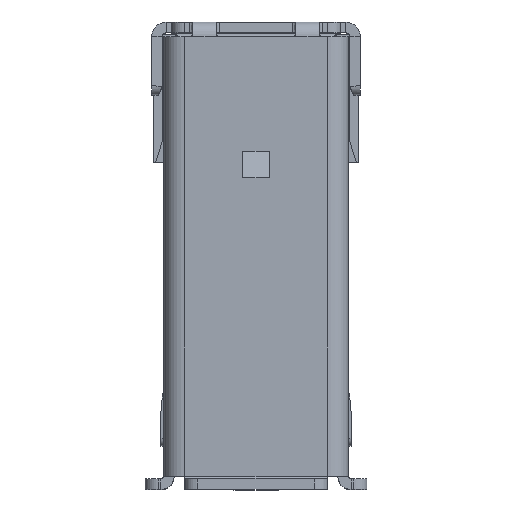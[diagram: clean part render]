
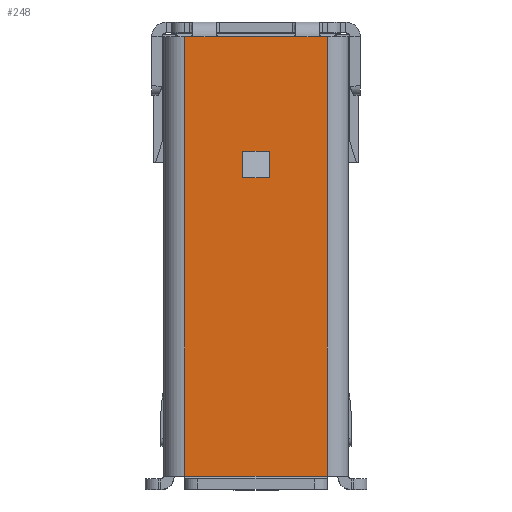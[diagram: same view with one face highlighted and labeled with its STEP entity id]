
A CAD part, top view. The second image highlights one B-rep face of the part: STEP entity #248.
In plain terms, the highlighted planar face has unit normal (0, 0, 1).
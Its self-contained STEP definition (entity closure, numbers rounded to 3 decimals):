
#35=CARTESIAN_POINT('',(-2.7,14.85,6.05));
#36=VERTEX_POINT('',#35);
#54=CARTESIAN_POINT('',(-2.7,-1.8,6.05));
#55=VERTEX_POINT('',#54);
#63=CARTESIAN_POINT('',(-2.7,-1.8,6.05));
#64=DIRECTION('',(0.,1.,0.));
#65=VECTOR('',#64,16.65);
#66=LINE('',#63,#65);
#67=EDGE_CURVE('',#55,#36,#66,.T.);
#72=CARTESIAN_POINT('',(0.,6.6,6.05));
#73=DIRECTION('',(-1.,0.,0.));
#74=DIRECTION('',(0.,0.,1.));
#75=AXIS2_PLACEMENT_3D('',#72,#74,#73);
#76=PLANE('',#75);
#77=ORIENTED_EDGE('',*,*,#67,.F.);
#78=CARTESIAN_POINT('',(2.7,-1.8,6.05));
#79=VERTEX_POINT('',#78);
#80=CARTESIAN_POINT('',(-2.7,-1.8,6.05));
#81=DIRECTION('',(1.,0.,0.));
#82=VECTOR('',#81,5.4);
#83=LINE('',#80,#82);
#84=EDGE_CURVE('',#55,#79,#83,.T.);
#85=ORIENTED_EDGE('',*,*,#84,.T.);
#86=CARTESIAN_POINT('',(2.7,14.85,6.05));
#87=VERTEX_POINT('',#86);
#88=CARTESIAN_POINT('',(2.7,-1.8,6.05));
#89=DIRECTION('',(0.,1.,0.));
#90=VECTOR('',#89,16.65);
#91=LINE('',#88,#90);
#92=EDGE_CURVE('',#79,#87,#91,.T.);
#93=ORIENTED_EDGE('',*,*,#92,.T.);
#94=CARTESIAN_POINT('',(2.5,14.85,6.05));
#95=VERTEX_POINT('',#94);
#96=CARTESIAN_POINT('',(2.7,14.85,6.05));
#97=DIRECTION('',(-1.,0.,0.));
#98=VECTOR('',#97,0.2);
#99=LINE('',#96,#98);
#100=EDGE_CURVE('',#87,#95,#99,.T.);
#101=ORIENTED_EDGE('',*,*,#100,.T.);
#102=CARTESIAN_POINT('',(2.429,14.879,6.049));
#103=VERTEX_POINT('',#102);
#104=CARTESIAN_POINT('',(2.5,14.85,6.05));
#105=CARTESIAN_POINT('',(2.49,14.85,6.05));
#106=CARTESIAN_POINT('',(2.461,14.856,6.05));
#107=CARTESIAN_POINT('',(2.437,14.872,6.05));
#108=CARTESIAN_POINT('',(2.429,14.879,6.05));
#109=B_SPLINE_CURVE_WITH_KNOTS('',2,(#104,#105,#106,#107,#108),.UNSPECIFIED.,.F.,.U.,(3,1,1,3),(0.,0.25,0.75,1.),.UNSPECIFIED.);
#110=EDGE_CURVE('',#95,#103,#109,.T.);
#111=ORIENTED_EDGE('',*,*,#110,.T.);
#112=CARTESIAN_POINT('',(2.4,14.85,6.05));
#113=VERTEX_POINT('',#112);
#114=CARTESIAN_POINT('',(2.429,14.879,6.049));
#115=CARTESIAN_POINT('',(2.429,14.876,6.049));
#116=CARTESIAN_POINT('',(2.426,14.865,6.05));
#117=CARTESIAN_POINT('',(2.425,14.847,6.05));
#118=CARTESIAN_POINT('',(2.406,14.842,6.05));
#119=CARTESIAN_POINT('',(2.4,14.85,6.05));
#120=B_SPLINE_CURVE_WITH_KNOTS('',2,(#114,#115,#116,#117,#118,#119),.UNSPECIFIED.,.F.,.U.,(3,1,1,1,3),(0.,0.141,0.421,0.781,1.),.UNSPECIFIED.);
#121=EDGE_CURVE('',#103,#113,#120,.T.);
#122=ORIENTED_EDGE('',*,*,#121,.T.);
#123=CARTESIAN_POINT('',(1.5,14.85,6.05));
#124=VERTEX_POINT('',#123);
#125=CARTESIAN_POINT('',(2.4,14.85,6.05));
#126=DIRECTION('',(-1.,0.,0.));
#127=VECTOR('',#126,0.9);
#128=LINE('',#125,#127);
#129=EDGE_CURVE('',#113,#124,#128,.T.);
#130=ORIENTED_EDGE('',*,*,#129,.T.);
#131=CARTESIAN_POINT('',(1.471,14.879,6.05));
#132=VERTEX_POINT('',#131);
#133=CARTESIAN_POINT('',(1.5,14.85,6.05));
#134=CARTESIAN_POINT('',(1.494,14.842,6.05));
#135=CARTESIAN_POINT('',(1.475,14.847,6.05));
#136=CARTESIAN_POINT('',(1.474,14.865,6.05));
#137=CARTESIAN_POINT('',(1.471,14.876,6.05));
#138=CARTESIAN_POINT('',(1.471,14.879,6.05));
#139=B_SPLINE_CURVE_WITH_KNOTS('',2,(#133,#134,#135,#136,#137,#138),.UNSPECIFIED.,.F.,.U.,(3,1,1,1,3),(0.,0.219,0.579,0.859,1.),.UNSPECIFIED.);
#140=EDGE_CURVE('',#124,#132,#139,.T.);
#141=ORIENTED_EDGE('',*,*,#140,.T.);
#142=CARTESIAN_POINT('',(1.4,14.85,6.05));
#143=VERTEX_POINT('',#142);
#144=CARTESIAN_POINT('',(1.471,14.879,6.05));
#145=CARTESIAN_POINT('',(1.441,14.85,6.05));
#146=CARTESIAN_POINT('',(1.4,14.85,6.05));
#147=(BOUNDED_CURVE()B_SPLINE_CURVE(2,(#144,#145,#146),.UNSPECIFIED.,.F.,.U.)B_SPLINE_CURVE_WITH_KNOTS((3,3),(0.,0.5),.UNSPECIFIED.)CURVE()GEOMETRIC_REPRESENTATION_ITEM()RATIONAL_B_SPLINE_CURVE((0.854,0.854,1.))REPRESENTATION_ITEM(''));
#148=EDGE_CURVE('',#132,#143,#147,.T.);
#149=ORIENTED_EDGE('',*,*,#148,.T.);
#150=CARTESIAN_POINT('',(-1.4,14.85,6.05));
#151=VERTEX_POINT('',#150);
#152=CARTESIAN_POINT('',(1.4,14.85,6.05));
#153=DIRECTION('',(-1.,0.,0.));
#154=VECTOR('',#153,2.8);
#155=LINE('',#152,#154);
#156=EDGE_CURVE('',#143,#151,#155,.T.);
#157=ORIENTED_EDGE('',*,*,#156,.T.);
#158=CARTESIAN_POINT('',(-1.471,14.879,6.05));
#159=VERTEX_POINT('',#158);
#160=CARTESIAN_POINT('',(-1.4,14.85,6.05));
#161=CARTESIAN_POINT('',(-1.441,14.85,6.05));
#162=CARTESIAN_POINT('',(-1.471,14.879,6.05));
#163=(BOUNDED_CURVE()B_SPLINE_CURVE(2,(#160,#161,#162),.UNSPECIFIED.,.F.,.U.)B_SPLINE_CURVE_WITH_KNOTS((3,3),(0.,0.5),.UNSPECIFIED.)CURVE()GEOMETRIC_REPRESENTATION_ITEM()RATIONAL_B_SPLINE_CURVE((1.,0.854,0.854))REPRESENTATION_ITEM(''));
#164=EDGE_CURVE('',#151,#159,#163,.T.);
#165=ORIENTED_EDGE('',*,*,#164,.T.);
#166=CARTESIAN_POINT('',(-1.5,14.85,6.05));
#167=VERTEX_POINT('',#166);
#168=CARTESIAN_POINT('',(-1.471,14.879,6.05));
#169=CARTESIAN_POINT('',(-1.471,14.876,6.05));
#170=CARTESIAN_POINT('',(-1.474,14.865,6.05));
#171=CARTESIAN_POINT('',(-1.475,14.847,6.05));
#172=CARTESIAN_POINT('',(-1.494,14.842,6.05));
#173=CARTESIAN_POINT('',(-1.5,14.85,6.05));
#174=B_SPLINE_CURVE_WITH_KNOTS('',2,(#168,#169,#170,#171,#172,#173),.UNSPECIFIED.,.F.,.U.,(3,1,1,1,3),(0.,0.141,0.421,0.781,1.),.UNSPECIFIED.);
#175=EDGE_CURVE('',#159,#167,#174,.T.);
#176=ORIENTED_EDGE('',*,*,#175,.T.);
#177=CARTESIAN_POINT('',(-2.4,14.85,6.05));
#178=VERTEX_POINT('',#177);
#179=CARTESIAN_POINT('',(-1.5,14.85,6.05));
#180=DIRECTION('',(-1.,0.,0.));
#181=VECTOR('',#180,0.9);
#182=LINE('',#179,#181);
#183=EDGE_CURVE('',#167,#178,#182,.T.);
#184=ORIENTED_EDGE('',*,*,#183,.T.);
#185=CARTESIAN_POINT('',(-2.429,14.879,6.049));
#186=VERTEX_POINT('',#185);
#187=CARTESIAN_POINT('',(-2.4,14.85,6.05));
#188=CARTESIAN_POINT('',(-2.406,14.842,6.05));
#189=CARTESIAN_POINT('',(-2.425,14.847,6.05));
#190=CARTESIAN_POINT('',(-2.426,14.865,6.05));
#191=CARTESIAN_POINT('',(-2.429,14.876,6.049));
#192=CARTESIAN_POINT('',(-2.429,14.879,6.049));
#193=B_SPLINE_CURVE_WITH_KNOTS('',2,(#187,#188,#189,#190,#191,#192),.UNSPECIFIED.,.F.,.U.,(3,1,1,1,3),(0.,0.219,0.579,0.859,1.),.UNSPECIFIED.);
#194=EDGE_CURVE('',#178,#186,#193,.T.);
#195=ORIENTED_EDGE('',*,*,#194,.T.);
#196=CARTESIAN_POINT('',(-2.5,14.85,6.05));
#197=VERTEX_POINT('',#196);
#198=CARTESIAN_POINT('',(-2.429,14.879,6.05));
#199=CARTESIAN_POINT('',(-2.437,14.872,6.05));
#200=CARTESIAN_POINT('',(-2.461,14.856,6.05));
#201=CARTESIAN_POINT('',(-2.49,14.85,6.05));
#202=CARTESIAN_POINT('',(-2.5,14.85,6.05));
#203=B_SPLINE_CURVE_WITH_KNOTS('',2,(#198,#199,#200,#201,#202),.UNSPECIFIED.,.F.,.U.,(3,1,1,3),(0.,0.25,0.75,1.),.UNSPECIFIED.);
#204=EDGE_CURVE('',#186,#197,#203,.T.);
#205=ORIENTED_EDGE('',*,*,#204,.T.);
#206=CARTESIAN_POINT('',(-2.5,14.85,6.05));
#207=DIRECTION('',(-1.,0.,0.));
#208=VECTOR('',#207,0.2);
#209=LINE('',#206,#208);
#210=EDGE_CURVE('',#197,#36,#209,.T.);
#211=ORIENTED_EDGE('',*,*,#210,.T.);
#212=EDGE_LOOP('',(#77,#85,#93,#101,#111,#122,#130,#141,#149,#157,#165,#176,#184,#195,#205,#211));
#213=FACE_OUTER_BOUND('',#212,.T.);
#214=CARTESIAN_POINT('',(-0.5,9.5,6.05));
#215=VERTEX_POINT('',#214);
#216=CARTESIAN_POINT('',(-0.5,10.5,6.05));
#217=VERTEX_POINT('',#216);
#218=CARTESIAN_POINT('',(-0.5,9.5,6.05));
#219=DIRECTION('',(0.,1.,0.));
#220=VECTOR('',#219,1.);
#221=LINE('',#218,#220);
#222=EDGE_CURVE('',#215,#217,#221,.T.);
#223=ORIENTED_EDGE('',*,*,#222,.T.);
#224=CARTESIAN_POINT('',(0.5,10.5,6.05));
#225=VERTEX_POINT('',#224);
#226=CARTESIAN_POINT('',(-0.5,10.5,6.05));
#227=DIRECTION('',(1.,0.,0.));
#228=VECTOR('',#227,1.);
#229=LINE('',#226,#228);
#230=EDGE_CURVE('',#217,#225,#229,.T.);
#231=ORIENTED_EDGE('',*,*,#230,.T.);
#232=CARTESIAN_POINT('',(0.5,9.5,6.05));
#233=VERTEX_POINT('',#232);
#234=CARTESIAN_POINT('',(0.5,10.5,6.05));
#235=DIRECTION('',(0.,-1.,0.));
#236=VECTOR('',#235,1.);
#237=LINE('',#234,#236);
#238=EDGE_CURVE('',#225,#233,#237,.T.);
#239=ORIENTED_EDGE('',*,*,#238,.T.);
#240=CARTESIAN_POINT('',(0.5,9.5,6.05));
#241=DIRECTION('',(-1.,0.,0.));
#242=VECTOR('',#241,1.);
#243=LINE('',#240,#242);
#244=EDGE_CURVE('',#233,#215,#243,.T.);
#245=ORIENTED_EDGE('',*,*,#244,.T.);
#246=EDGE_LOOP('',(#223,#231,#239,#245));
#247=FACE_BOUND('',#246,.T.);
#248=ADVANCED_FACE('',(#213,#247),#76,.T.);
